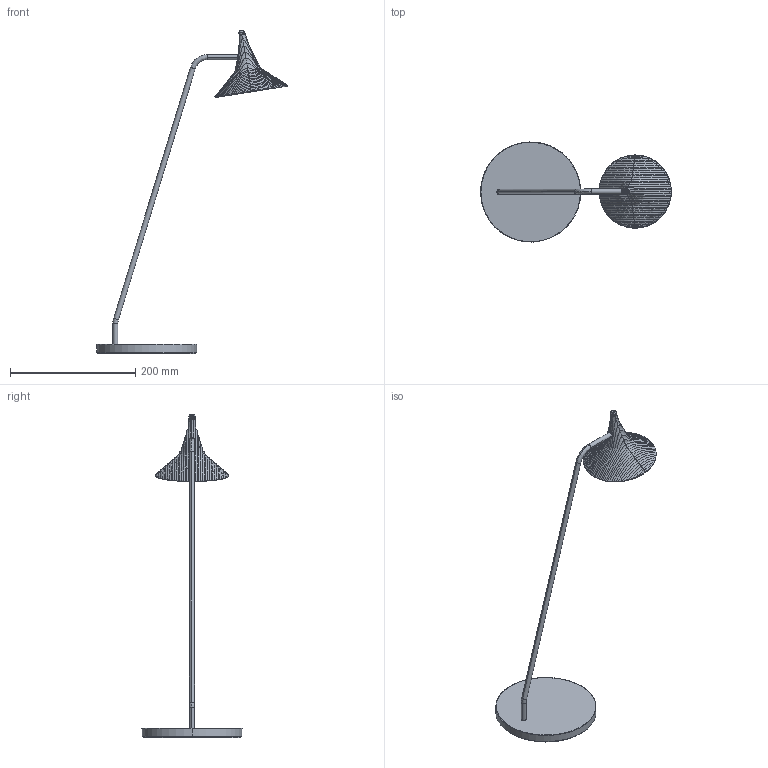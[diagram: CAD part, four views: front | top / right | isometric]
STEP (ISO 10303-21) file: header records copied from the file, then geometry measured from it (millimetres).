
FILE_DESCRIPTION(/* description */ (''),/* implementation_level */ '2;1');
FILE_NAME(/* name */ '3D 194500.194600_Unterlinden Table',/* time_stamp */ '2017-11-28T16:31:19+01:00',/* author */ (''),/* organization */ (''),/* preprocessor_version */ 'ST-DEVELOPER v10',/* originating_system */ '',/* authorisation */ '');
FILE_SCHEMA (('AUTOMOTIVE_DESIGN'));
Length unit declared in the file: millimetre
Products named in the file (1): 1
Bounding box: 304.86 x 159.89 x 517.12 mm (x, y, z)
Volume: 352.7 mm3; surface area: 112311 mm2
Topology: 1 solids, 12 shells, 170 faces, 445 edges, 281 vertices
Faces by surface type: bspline 156, plane 14
Entity records: 26608 total; most frequent: CARTESIAN_POINT 24011, ORIENTED_EDGE 812, EDGE_CURVE 436, VERTEX_POINT 278, B_SPLINE_CURVE_WITH_KNOTS 246, EDGE_LOOP 178, ADVANCED_FACE 170, FACE_OUTER_BOUND 170
